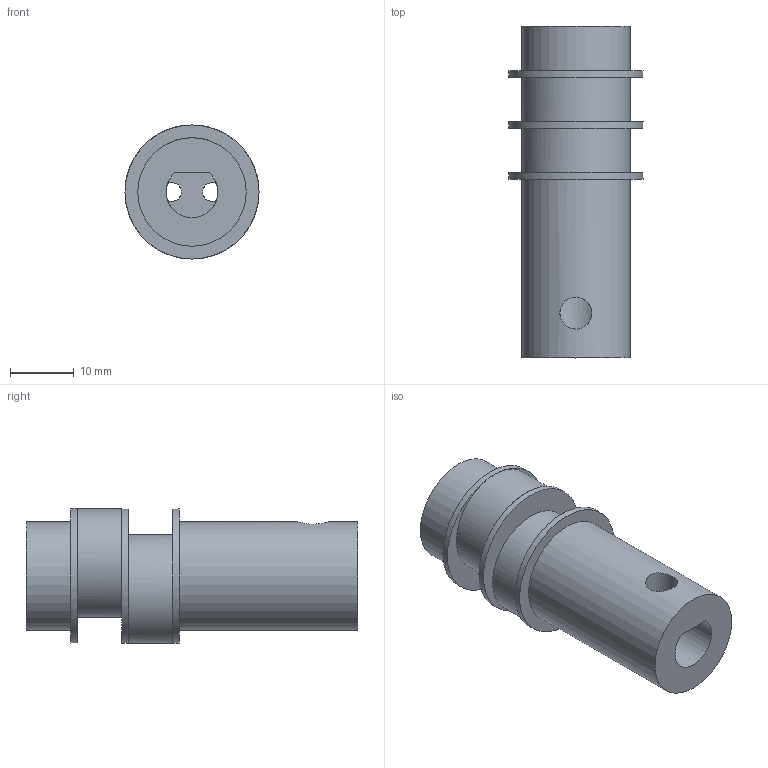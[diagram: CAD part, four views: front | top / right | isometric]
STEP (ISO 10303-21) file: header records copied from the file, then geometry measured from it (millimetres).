
FILE_DESCRIPTION(/* description */ (''),/* implementation_level */ '2;1');
FILE_NAME(/* name */ 'InputShaft.stp',/* time_stamp */ '2025-10-24T01:14:55-05:00',/* author */ ('aul12'),/* organization */ (''),/* preprocessor_version */ 'ST-DEVELOPER v19.2',/* originating_system */ 'Autodesk Inventor 2024',/* authorisation */ '');
FILE_SCHEMA (('AUTOMOTIVE_DESIGN { 1 0 10303 214 3 1 1 }'));
Length unit declared in the file: millimetre
Products named in the file (1): InputShaft
Bounding box: 21 x 52 x 21 mm (x, y, z)
Volume: 10643.9 mm3; surface area: 5187.9 mm2
Topology: 1 solids, 1 shells, 31 faces, 65 edges, 41 vertices
Faces by surface type: plane 16, cylinder 15
Full cylindrical faces by diameter (mm): 3 x2, 3.5 x2, 5 x1, 6 x2, 17 x4, 21 x3
Entity records: 933 total; most frequent: DIRECTION 172, CARTESIAN_POINT 172, ORIENTED_EDGE 130, AXIS2_PLACEMENT_3D 77, EDGE_CURVE 65, CIRCLE 45, EDGE_LOOP 42, VERTEX_POINT 41
